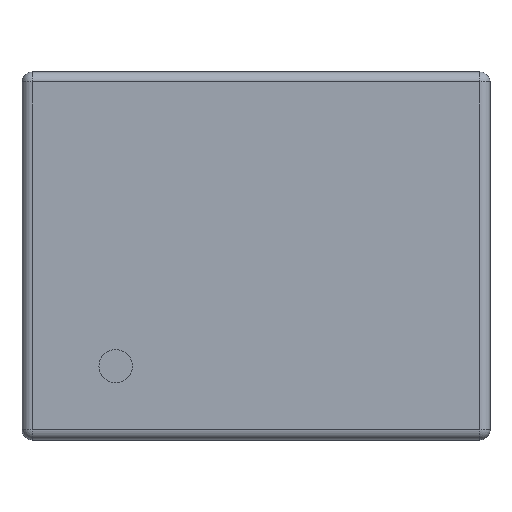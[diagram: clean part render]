
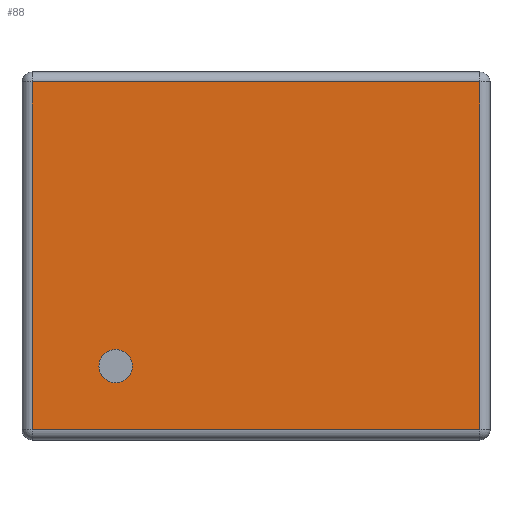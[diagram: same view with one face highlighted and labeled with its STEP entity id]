
A CAD part, top view. The second image highlights one B-rep face of the part: STEP entity #88.
In plain terms, the highlighted planar face has unit normal (0, 0, 1).
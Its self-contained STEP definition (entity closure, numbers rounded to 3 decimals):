
#13=DIRECTION('',(0.,0.,1.));
#24=VERTEX_POINT('',#25);
#25=CARTESIAN_POINT('',(0.67,-0.52,0.7));
#29=DIRECTION('',(0.,-1.,0.));
#30=DIRECTION('',(1.,0.,0.));
#31=ORIENTED_EDGE('',*,*,#32,.T.);
#32=EDGE_CURVE('',#24,#33,#35,.T.);
#33=VERTEX_POINT('',#34);
#34=CARTESIAN_POINT('',(0.67,0.52,0.7));
#35=LINE('',#25,#36);
#36=VECTOR('',#37,1.);
#37=DIRECTION('',(0.,1.,0.));
#59=DIRECTION('',(-1.,0.,0.));
#88=ADVANCED_FACE('',(#89,#107),#117,.T.);
#89=FACE_BOUND('',#90,.T.);
#90=EDGE_LOOP('',(#31,#91,#97,#103));
#91=ORIENTED_EDGE('',*,*,#92,.T.);
#92=EDGE_CURVE('',#33,#93,#95,.T.);
#93=VERTEX_POINT('',#94);
#94=CARTESIAN_POINT('',(-0.67,0.52,0.7));
#95=LINE('',#34,#96);
#96=VECTOR('',#59,1.);
#97=ORIENTED_EDGE('',*,*,#98,.T.);
#98=EDGE_CURVE('',#93,#99,#101,.T.);
#99=VERTEX_POINT('',#100);
#100=CARTESIAN_POINT('',(-0.67,-0.52,0.7));
#101=LINE('',#94,#102);
#102=VECTOR('',#29,1.);
#103=ORIENTED_EDGE('',*,*,#104,.T.);
#104=EDGE_CURVE('',#99,#24,#105,.T.);
#105=LINE('',#100,#106);
#106=VECTOR('',#30,1.);
#107=FACE_BOUND('',#108,.T.);
#108=EDGE_LOOP('',(#109));
#109=ORIENTED_EDGE('',*,*,#110,.T.);
#110=EDGE_CURVE('',#111,#111,#113,.T.);
#111=VERTEX_POINT('',#112);
#112=CARTESIAN_POINT('',(-0.37,-0.33,0.7));
#113=CIRCLE('',#114,0.05);
#114=AXIS2_PLACEMENT_3D('',#115,#116,#30);
#115=CARTESIAN_POINT('',(-0.42,-0.33,0.7));
#116=DIRECTION('',(0.,0.,-1.));
#117=PLANE('',#118);
#118=AXIS2_PLACEMENT_3D('',#119,#13,#30);
#119=CARTESIAN_POINT('',(0.,0.,0.7));
